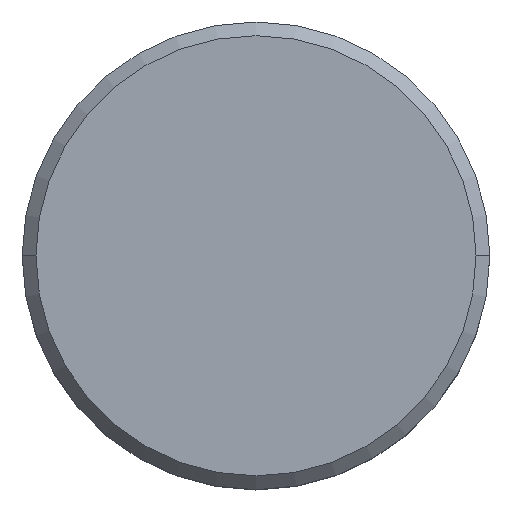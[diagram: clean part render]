
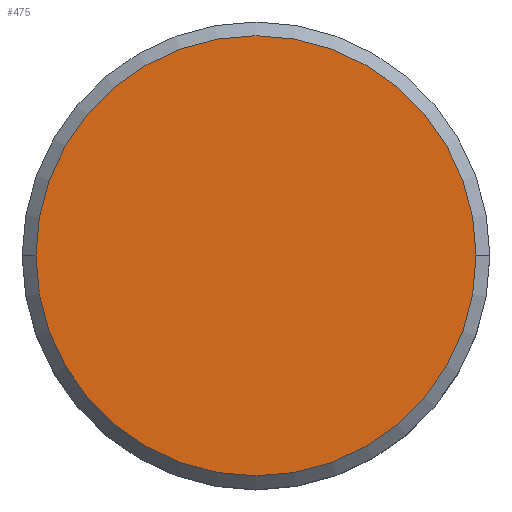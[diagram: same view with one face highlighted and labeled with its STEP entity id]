
A CAD part, top view. The second image highlights one B-rep face of the part: STEP entity #475.
In plain terms, the highlighted planar face has unit normal (0, 0, 1).
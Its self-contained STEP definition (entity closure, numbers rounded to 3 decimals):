
#11 = ORIENTED_EDGE ( 'NONE', *, *, #208, .T. ) ;
#70 = CARTESIAN_POINT ( 'NONE',  ( 0., 0., 0. ) ) ;
#78 = VERTEX_POINT ( 'NONE', #593 ) ;
#104 = DIRECTION ( 'NONE',  ( 0., 0., 1. ) ) ;
#114 = ORIENTED_EDGE ( 'NONE', *, *, #269, .T. ) ;
#115 = CARTESIAN_POINT ( 'NONE',  ( -8., 0., 0. ) ) ;
#121 = AXIS2_PLACEMENT_3D ( 'NONE', #70, #168, #527 ) ;
#164 = CIRCLE ( 'NONE', #486, 8. ) ;
#168 = DIRECTION ( 'NONE',  ( 0., 0., 1. ) ) ;
#208 = EDGE_CURVE ( 'NONE', #78, #484, #217, .T. ) ;
#217 = CIRCLE ( 'NONE', #263, 8. ) ;
#234 = DIRECTION ( 'NONE',  ( 1., 0., 0. ) ) ;
#238 = DIRECTION ( 'NONE',  ( 1., 0., 0. ) ) ;
#258 = CARTESIAN_POINT ( 'NONE',  ( 0., 0., 0. ) ) ;
#260 = PLANE ( 'NONE',  #121 ) ;
#263 = AXIS2_PLACEMENT_3D ( 'NONE', #258, #453, #234 ) ;
#269 = EDGE_CURVE ( 'NONE', #484, #78, #164, .T. ) ;
#453 = DIRECTION ( 'NONE',  ( 0., 0., 1. ) ) ;
#463 = CARTESIAN_POINT ( 'NONE',  ( 0., 0., 0. ) ) ;
#469 = FACE_OUTER_BOUND ( 'NONE', #590, .T. ) ;
#475 = ADVANCED_FACE ( 'NONE', ( #469 ), #260, .T. ) ;
#484 = VERTEX_POINT ( 'NONE', #115 ) ;
#486 = AXIS2_PLACEMENT_3D ( 'NONE', #463, #104, #238 ) ;
#527 = DIRECTION ( 'NONE',  ( 1., 0., 0. ) ) ;
#590 = EDGE_LOOP ( 'NONE', ( #114, #11 ) ) ;
#593 = CARTESIAN_POINT ( 'NONE',  ( 8., 0., 0. ) ) ;
